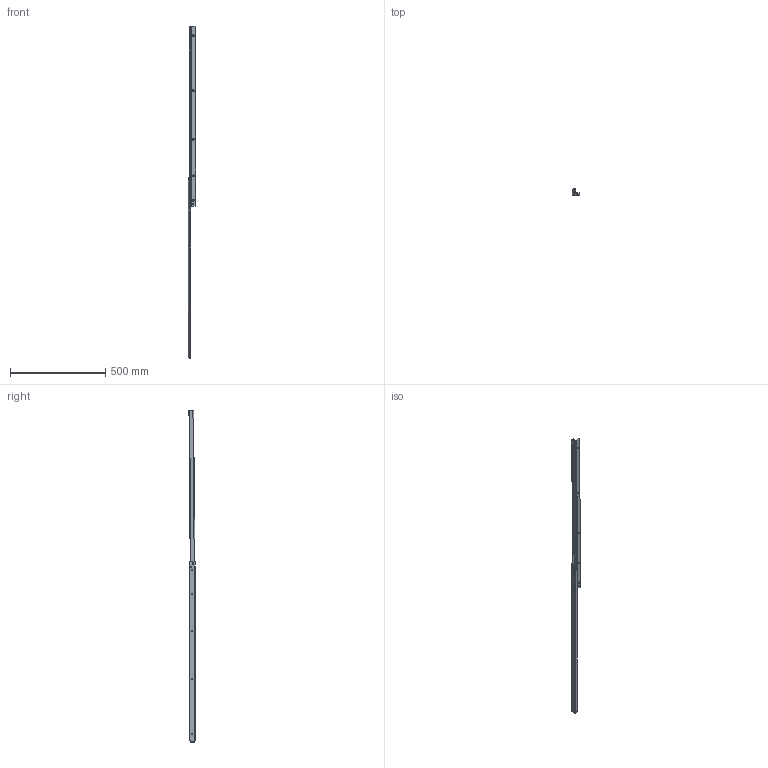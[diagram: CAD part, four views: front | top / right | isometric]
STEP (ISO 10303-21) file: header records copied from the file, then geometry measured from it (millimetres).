
FILE_DESCRIPTION (( 'STEP AP214' ), '1' );
FILE_NAME ('206.950-GA.0000_open.STEP', '2023-02-14T14:03:05', ( '' ), ( '' ), 'SwSTEP 2.0', 'SolidWorks 2020', '' );
FILE_SCHEMA (( 'AUTOMOTIVE_DESIGN' ));
Length unit declared in the file: millimetre
Products named in the file (14): 206.XXX-03.0000_NL 950; GR-001; 206.XXX-01.A014_950mm; 206.XXX-01.0000_NL 950; FUL-026 + B04-004 + GR-001_vernietet Mat. 3 mm; 206.950-GA.0000_open; IR-026; 206.XXX-03.S223_950mm; kugel_›   3,968750    (5.32"); FUL-026; Kﾄ-026; AR-026_standard; DE-026; B04-004_B04-004 vernietet Mat. 3 mm
Assembly tree (21 placements, depth 5):
  206.950-GA.0000_open
    206.XXX-01.0000_NL 950
      206.XXX-01.A014_950mm
      FUL-026 + B04-004 + GR-001_vernietet Mat. 3 mm
        FUL-026
          IR-026
          kugel_›   3,968750    (5.32")  x7
          Kﾄ-026
          DE-026  x2
          AR-026_standard
        GR-001
        B04-004_B04-004 vernietet Mat. 3 mm
    206.XXX-03.0000_NL 950
      206.XXX-03.S223_950mm
      FUL-026 + B04-004 + GR-001_vernietet Mat. 3 mm
        FUL-026
          IR-026
          kugel_›   3,968750    (5.32")  x7
          Kﾄ-026
          DE-026  x2
          AR-026_standard
        GR-001
        B04-004_B04-004 vernietet Mat. 3 mm
Bounding box: 38.5 x 35.14 x 1744.16 mm (x, y, z)
Volume: 286623 mm3; surface area: 209708.3 mm2
Topology: 30 solids, 30 shells, 849 faces, 2062 edges, 1291 vertices
Faces by surface type: cylinder 246, plane 202, torus 138, cone 132, sphere 126, bspline 5
Entity records: 15352 total; most frequent: CARTESIAN_POINT 3603, DIRECTION 2512, ORIENTED_EDGE 2222, EDGE_CURVE 1111, AXIS2_PLACEMENT_3D 1054, VERTEX_POINT 694, CIRCLE 574, EDGE_LOOP 521
